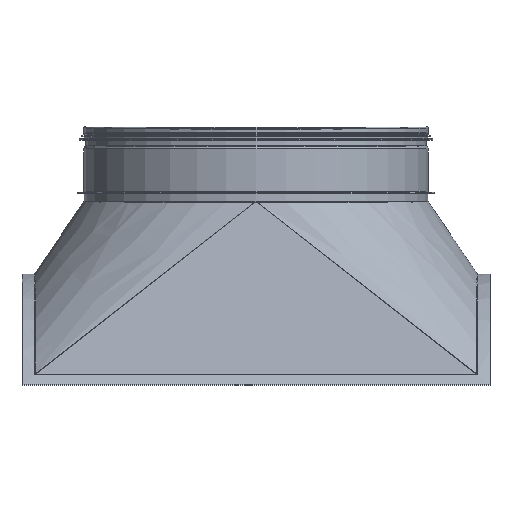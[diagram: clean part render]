
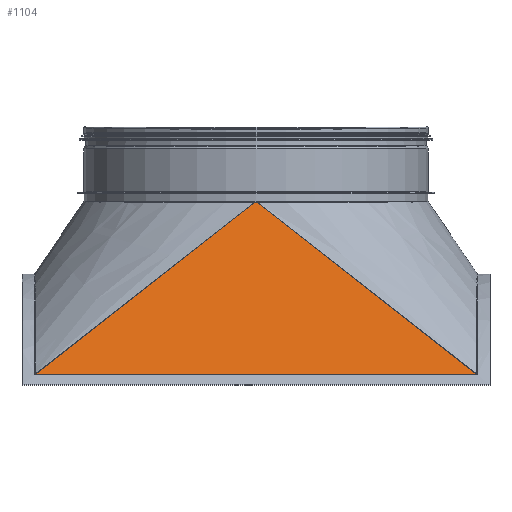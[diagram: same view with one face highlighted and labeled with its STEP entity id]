
A CAD part, front view. The second image highlights one B-rep face of the part: STEP entity #1104.
In plain terms, the highlighted planar face has unit normal (0, -0.975, 0.222).
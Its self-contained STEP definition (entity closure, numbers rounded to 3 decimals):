
#823=CARTESIAN_POINT('',(-256.0,-245.0,197.751));
#824=VERTEX_POINT('',#823);
#860=CARTESIAN_POINT('',(256.0,-245.0,197.751));
#861=VERTEX_POINT('',#860);
#869=CARTESIAN_POINT('',(-256.,-245.0,197.751));
#870=DIRECTION('',(1.0,0.0,0.0));
#871=VECTOR('',#870,512.);
#872=LINE('',#869,#871);
#873=EDGE_CURVE('',#824,#861,#872,.T.);
#1082=CARTESIAN_POINT('',(0.,-232.191,254.));
#1083=DIRECTION('',(0.,0.975,-0.222));
#1084=DIRECTION('',(0.0,0.222,0.975));
#1085=AXIS2_PLACEMENT_3D('',#1082,#1083,#1084);
#1086=PLANE('',#1085);
#1087=ORIENTED_EDGE('',*,*,#873,.T.);
#1088=CARTESIAN_POINT('',(0.0,-199.4,398.0));
#1089=VERTEX_POINT('',#1088);
#1090=CARTESIAN_POINT('',(0.0,-199.4,398.0));
#1091=DIRECTION('',(0.78,-0.139,-0.61));
#1092=VECTOR('',#1091,328.2);
#1093=LINE('',#1090,#1092);
#1094=EDGE_CURVE('',#1089,#861,#1093,.T.);
#1095=ORIENTED_EDGE('',*,*,#1094,.F.);
#1096=CARTESIAN_POINT('',(0.0,-199.4,398.0));
#1097=DIRECTION('',(-0.78,-0.139,-0.61));
#1098=VECTOR('',#1097,328.2);
#1099=LINE('',#1096,#1098);
#1100=EDGE_CURVE('',#1089,#824,#1099,.T.);
#1101=ORIENTED_EDGE('',*,*,#1100,.T.);
#1102=EDGE_LOOP('',(#1087,#1095,#1101));
#1103=FACE_OUTER_BOUND('',#1102,.T.);
#1104=ADVANCED_FACE('',(#1103),#1086,.F.);
